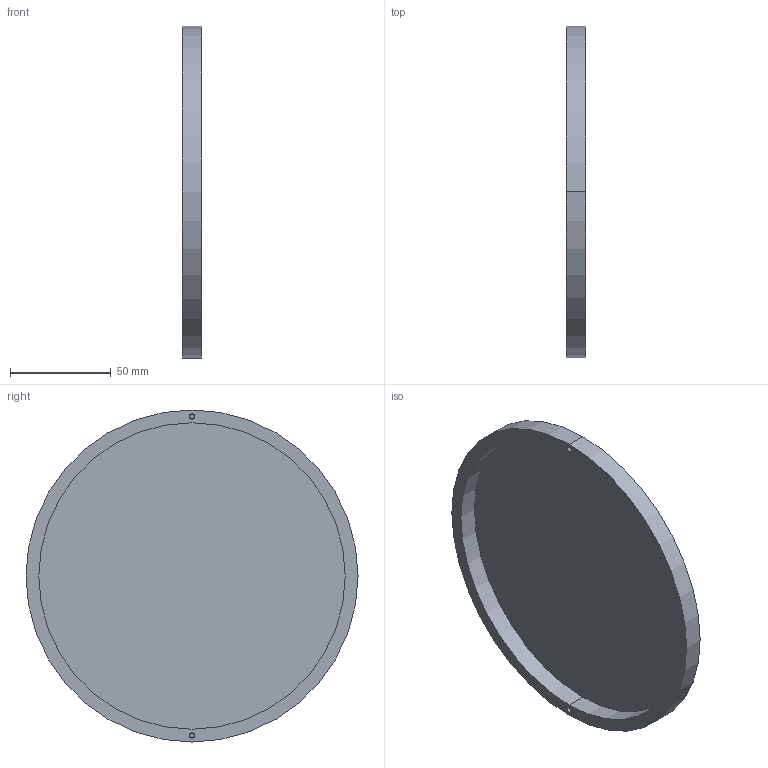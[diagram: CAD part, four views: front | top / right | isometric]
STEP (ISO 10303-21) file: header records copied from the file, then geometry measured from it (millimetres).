
FILE_DESCRIPTION (( 'STEP AP203' ), '1' );
FILE_NAME ('Web Model 39498_19285.step', '2021-08-26T16:54:54', ( '' ), ( '' ), 'SwSTEP 2.0', 'SolidWorks 2018', '' );
FILE_SCHEMA (( 'CONFIG_CONTROL_DESIGN' ));
Length unit declared in the file: millimetre
Products named in the file (1): Web Model 39498_19285
Bounding box: 9.53 x 165.1 x 165.1 mm (x, y, z)
Volume: 30114.3 mm3; surface area: 58801.9 mm2
Topology: 2 solids, 2 shells, 18 faces, 38 edges, 24 vertices
Faces by surface type: cylinder 10, plane 4, cone 4
Entity records: 581 total; most frequent: DIRECTION 100, CARTESIAN_POINT 81, ORIENTED_EDGE 76, AXIS2_PLACEMENT_3D 43, EDGE_CURVE 38, VERTEX_POINT 24, EDGE_LOOP 24, CIRCLE 24
